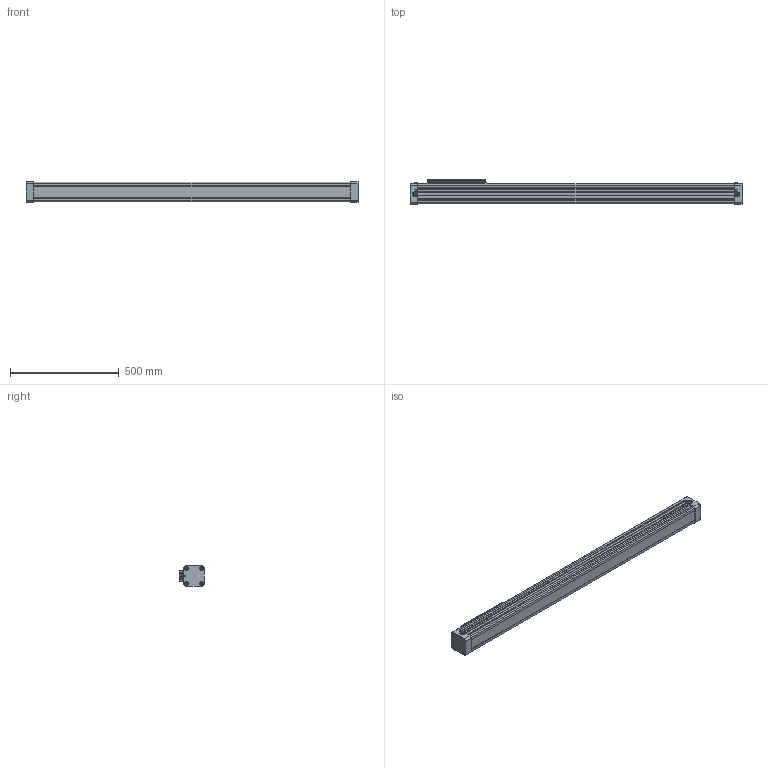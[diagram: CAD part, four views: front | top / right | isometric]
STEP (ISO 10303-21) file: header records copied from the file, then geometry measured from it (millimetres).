
FILE_DESCRIPTION(/* description */ ('STEP AP214'),/* implementation_level */ '2;1');
FILE_NAME(/* name */ '1605.63.1100.01.M(0)',/* time_stamp */ '2022-08-17T14:48:23+02:00',/* author */ ('License CC BY-ND 4.0'),/* organization */ ('CADENAS'),/* preprocessor_version */ 'ST-DEVELOPER v18.102',/* originating_system */ 'PARTsolutions',/* authorisation */ ' ');
FILE_SCHEMA (('AUTOMOTIVE_DESIGN {1 0 10303 214 3 1 1}'));
Length unit declared in the file: millimetre
Products named in the file (6): 1605.63.1100.01.M(0); 1663/113; 1663/102; 1663/112 (1100-0); 1663/101; 1605.63.1100.01.M(0-0)-DUMMY
Assembly tree (5 placements, depth 2):
  1605.63.1100.01.M(0)
    1663/113
    1663/102
    1663/112 (1100-0)
    1663/101
    1605.63.1100.01.M(0-0)-DUMMY
Bounding box: 1530 x 113.5 x 95 mm (x, y, z)
Volume: 8947784.3 mm3; surface area: 1079713.6 mm2
Topology: 4 solids, 6 shells, 757 faces, 1940 edges, 1248 vertices
Faces by surface type: plane 543, cylinder 146, cone 46, torus 22
Full cylindrical faces by diameter (mm): 4.5 x2, 4.917 x8, 5.5 x2, 5.8 x2, 6 x12, 6.5 x4, 6.647 x8, 7 x4, 8 x10, 10 x2, 10.5 x2, 14.95 x2, 18 x8, 19 x8, 23 x2, 63 x3
Entity records: 26422 total; most frequent: CARTESIAN_POINT 3780, DIRECTION 3518, ORIENTED_EDGE 3396, EDGE_CURVE 1698, LINE 1280, VECTOR 1280, VERTEX_POINT 1188, AXIS2_PLACEMENT_3D 1119
